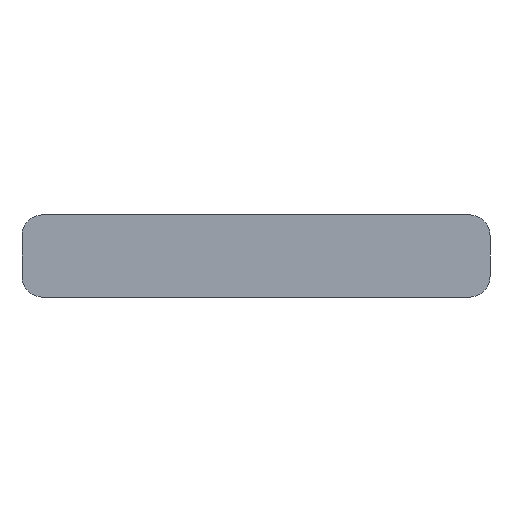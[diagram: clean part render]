
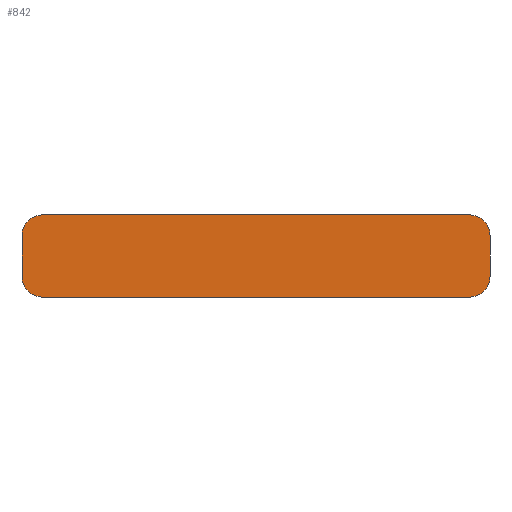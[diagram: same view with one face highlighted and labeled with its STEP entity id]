
A CAD part, front view. The second image highlights one B-rep face of the part: STEP entity #842.
In plain terms, the highlighted planar face has unit normal (0, -1, 0).
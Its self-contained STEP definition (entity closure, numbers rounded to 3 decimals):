
#44 = PLANE('',#45);
#45 = AXIS2_PLACEMENT_3D('',#46,#47,#48);
#46 = CARTESIAN_POINT('',(-16.75,-25.4,0.));
#47 = DIRECTION('',(-1.,0.,0.));
#48 = DIRECTION('',(0.,1.,0.));
#73 = CYLINDRICAL_SURFACE('',#74,1.5);
#74 = AXIS2_PLACEMENT_3D('',#75,#76,#77);
#75 = CARTESIAN_POINT('',(-15.25,-25.4,4.4));
#76 = DIRECTION('',(0.,1.,0.));
#77 = DIRECTION('',(-1.,0.,0.));
#101 = PLANE('',#102);
#102 = AXIS2_PLACEMENT_3D('',#103,#104,#105);
#103 = CARTESIAN_POINT('',(0.,0.,5.9));
#104 = DIRECTION('',(0.,0.,1.));
#105 = DIRECTION('',(1.,0.,0.));
#134 = CYLINDRICAL_SURFACE('',#135,1.5);
#135 = AXIS2_PLACEMENT_3D('',#136,#137,#138);
#136 = CARTESIAN_POINT('',(15.25,25.4,4.4));
#137 = DIRECTION('',(0.,-1.,0.));
#138 = DIRECTION('',(1.,0.,0.));
#162 = PLANE('',#163);
#163 = AXIS2_PLACEMENT_3D('',#164,#165,#166);
#164 = CARTESIAN_POINT('',(16.75,25.4,0.));
#165 = DIRECTION('',(1.,0.,0.));
#166 = DIRECTION('',(0.,-1.,0.));
#191 = CYLINDRICAL_SURFACE('',#192,1.5);
#192 = AXIS2_PLACEMENT_3D('',#193,#194,#195);
#193 = CARTESIAN_POINT('',(15.25,25.4,1.5));
#194 = DIRECTION('',(0.,-1.,0.));
#195 = DIRECTION('',(1.,0.,0.));
#219 = PLANE('',#220);
#220 = AXIS2_PLACEMENT_3D('',#221,#222,#223);
#221 = CARTESIAN_POINT('',(0.,0.,0.));
#222 = DIRECTION('',(0.,0.,1.));
#223 = DIRECTION('',(1.,0.,0.));
#250 = CYLINDRICAL_SURFACE('',#251,1.5);
#251 = AXIS2_PLACEMENT_3D('',#252,#253,#254);
#252 = CARTESIAN_POINT('',(-15.25,-25.4,1.5));
#253 = DIRECTION('',(0.,1.,0.));
#254 = DIRECTION('',(-1.,0.,0.));
#327 = EDGE_CURVE('',#328,#330,#332,.T.);
#328 = VERTEX_POINT('',#329);
#329 = CARTESIAN_POINT('',(-16.75,-25.4,1.5));
#330 = VERTEX_POINT('',#331);
#331 = CARTESIAN_POINT('',(-16.75,-25.4,4.4));
#332 = SURFACE_CURVE('',#333,(#337,#344),.PCURVE_S1.);
#333 = LINE('',#334,#335);
#334 = CARTESIAN_POINT('',(-16.75,-25.4,0.));
#335 = VECTOR('',#336,1.);
#336 = DIRECTION('',(0.,0.,1.));
#337 = PCURVE('',#44,#338);
#338 = DEFINITIONAL_REPRESENTATION('',(#339),#343);
#339 = LINE('',#340,#341);
#340 = CARTESIAN_POINT('',(0.,0.));
#341 = VECTOR('',#342,1.);
#342 = DIRECTION('',(0.,-1.));
#343 = ( GEOMETRIC_REPRESENTATION_CONTEXT(2) 
PARAMETRIC_REPRESENTATION_CONTEXT() REPRESENTATION_CONTEXT('2D SPACE',''
  ) );
#344 = PCURVE('',#345,#350);
#345 = PLANE('',#346);
#346 = AXIS2_PLACEMENT_3D('',#347,#348,#349);
#347 = CARTESIAN_POINT('',(16.75,-25.4,0.));
#348 = DIRECTION('',(0.,-1.,0.));
#349 = DIRECTION('',(-1.,0.,0.));
#350 = DEFINITIONAL_REPRESENTATION('',(#351),#355);
#351 = LINE('',#352,#353);
#352 = CARTESIAN_POINT('',(33.5,0.));
#353 = VECTOR('',#354,1.);
#354 = DIRECTION('',(0.,-1.));
#355 = ( GEOMETRIC_REPRESENTATION_CONTEXT(2) 
PARAMETRIC_REPRESENTATION_CONTEXT() REPRESENTATION_CONTEXT('2D SPACE',''
  ) );
#403 = EDGE_CURVE('',#328,#404,#406,.T.);
#404 = VERTEX_POINT('',#405);
#405 = CARTESIAN_POINT('',(-15.25,-25.4,0.));
#406 = SURFACE_CURVE('',#407,(#412,#419),.PCURVE_S1.);
#407 = CIRCLE('',#408,1.5);
#408 = AXIS2_PLACEMENT_3D('',#409,#410,#411);
#409 = CARTESIAN_POINT('',(-15.25,-25.4,1.5));
#410 = DIRECTION('',(0.,-1.,0.));
#411 = DIRECTION('',(0.,0.,1.));
#412 = PCURVE('',#250,#413);
#413 = DEFINITIONAL_REPRESENTATION('',(#414),#418);
#414 = LINE('',#415,#416);
#415 = CARTESIAN_POINT('',(1.571,-0.));
#416 = VECTOR('',#417,1.);
#417 = DIRECTION('',(-1.,0.));
#418 = ( GEOMETRIC_REPRESENTATION_CONTEXT(2) 
PARAMETRIC_REPRESENTATION_CONTEXT() REPRESENTATION_CONTEXT('2D SPACE',''
  ) );
#419 = PCURVE('',#345,#420);
#420 = DEFINITIONAL_REPRESENTATION('',(#421),#425);
#421 = CIRCLE('',#422,1.5);
#422 = AXIS2_PLACEMENT_2D('',#423,#424);
#423 = CARTESIAN_POINT('',(32.,-1.5));
#424 = DIRECTION('',(0.,-1.));
#425 = ( GEOMETRIC_REPRESENTATION_CONTEXT(2) 
PARAMETRIC_REPRESENTATION_CONTEXT() REPRESENTATION_CONTEXT('2D SPACE',''
  ) );
#453 = EDGE_CURVE('',#330,#454,#456,.T.);
#454 = VERTEX_POINT('',#455);
#455 = CARTESIAN_POINT('',(-15.25,-25.4,5.9));
#456 = SURFACE_CURVE('',#457,(#462,#469),.PCURVE_S1.);
#457 = CIRCLE('',#458,1.5);
#458 = AXIS2_PLACEMENT_3D('',#459,#460,#461);
#459 = CARTESIAN_POINT('',(-15.25,-25.4,4.4));
#460 = DIRECTION('',(0.,1.,0.));
#461 = DIRECTION('',(0.,0.,1.));
#462 = PCURVE('',#73,#463);
#463 = DEFINITIONAL_REPRESENTATION('',(#464),#468);
#464 = LINE('',#465,#466);
#465 = CARTESIAN_POINT('',(-4.712,0.));
#466 = VECTOR('',#467,1.);
#467 = DIRECTION('',(1.,0.));
#468 = ( GEOMETRIC_REPRESENTATION_CONTEXT(2) 
PARAMETRIC_REPRESENTATION_CONTEXT() REPRESENTATION_CONTEXT('2D SPACE',''
  ) );
#469 = PCURVE('',#345,#470);
#470 = DEFINITIONAL_REPRESENTATION('',(#471),#479);
#471 = ( BOUNDED_CURVE() B_SPLINE_CURVE(2,(#472,#473,#474,#475,#476,#477
,#478),.UNSPECIFIED.,.T.,.F.) B_SPLINE_CURVE_WITH_KNOTS((1,2,2,2,2,1),(
    -2.094,0.,2.094,4.189,6.283,
8.378),.UNSPECIFIED.) CURVE() GEOMETRIC_REPRESENTATION_ITEM() 
RATIONAL_B_SPLINE_CURVE((1.,0.5,1.,0.5,1.,0.5,1.)) REPRESENTATION_ITEM(
  '') );
#472 = CARTESIAN_POINT('',(32.,-5.9));
#473 = CARTESIAN_POINT('',(29.402,-5.9));
#474 = CARTESIAN_POINT('',(30.701,-3.65));
#475 = CARTESIAN_POINT('',(32.,-1.4));
#476 = CARTESIAN_POINT('',(33.299,-3.65));
#477 = CARTESIAN_POINT('',(34.598,-5.9));
#478 = CARTESIAN_POINT('',(32.,-5.9));
#479 = ( GEOMETRIC_REPRESENTATION_CONTEXT(2) 
PARAMETRIC_REPRESENTATION_CONTEXT() REPRESENTATION_CONTEXT('2D SPACE',''
  ) );
#509 = EDGE_CURVE('',#510,#404,#512,.T.);
#510 = VERTEX_POINT('',#511);
#511 = CARTESIAN_POINT('',(15.25,-25.4,0.));
#512 = SURFACE_CURVE('',#513,(#517,#524),.PCURVE_S1.);
#513 = LINE('',#514,#515);
#514 = CARTESIAN_POINT('',(16.75,-25.4,0.));
#515 = VECTOR('',#516,1.);
#516 = DIRECTION('',(-1.,0.,0.));
#517 = PCURVE('',#219,#518);
#518 = DEFINITIONAL_REPRESENTATION('',(#519),#523);
#519 = LINE('',#520,#521);
#520 = CARTESIAN_POINT('',(16.75,-25.4));
#521 = VECTOR('',#522,1.);
#522 = DIRECTION('',(-1.,0.));
#523 = ( GEOMETRIC_REPRESENTATION_CONTEXT(2) 
PARAMETRIC_REPRESENTATION_CONTEXT() REPRESENTATION_CONTEXT('2D SPACE',''
  ) );
#524 = PCURVE('',#345,#525);
#525 = DEFINITIONAL_REPRESENTATION('',(#526),#530);
#526 = LINE('',#527,#528);
#527 = CARTESIAN_POINT('',(0.,-0.));
#528 = VECTOR('',#529,1.);
#529 = DIRECTION('',(1.,0.));
#530 = ( GEOMETRIC_REPRESENTATION_CONTEXT(2) 
PARAMETRIC_REPRESENTATION_CONTEXT() REPRESENTATION_CONTEXT('2D SPACE',''
  ) );
#558 = EDGE_CURVE('',#559,#454,#561,.T.);
#559 = VERTEX_POINT('',#560);
#560 = CARTESIAN_POINT('',(15.25,-25.4,5.9));
#561 = SURFACE_CURVE('',#562,(#566,#573),.PCURVE_S1.);
#562 = LINE('',#563,#564);
#563 = CARTESIAN_POINT('',(16.75,-25.4,5.9));
#564 = VECTOR('',#565,1.);
#565 = DIRECTION('',(-1.,0.,0.));
#566 = PCURVE('',#101,#567);
#567 = DEFINITIONAL_REPRESENTATION('',(#568),#572);
#568 = LINE('',#569,#570);
#569 = CARTESIAN_POINT('',(16.75,-25.4));
#570 = VECTOR('',#571,1.);
#571 = DIRECTION('',(-1.,0.));
#572 = ( GEOMETRIC_REPRESENTATION_CONTEXT(2) 
PARAMETRIC_REPRESENTATION_CONTEXT() REPRESENTATION_CONTEXT('2D SPACE',''
  ) );
#573 = PCURVE('',#345,#574);
#574 = DEFINITIONAL_REPRESENTATION('',(#575),#579);
#575 = LINE('',#576,#577);
#576 = CARTESIAN_POINT('',(0.,-5.9));
#577 = VECTOR('',#578,1.);
#578 = DIRECTION('',(1.,0.));
#579 = ( GEOMETRIC_REPRESENTATION_CONTEXT(2) 
PARAMETRIC_REPRESENTATION_CONTEXT() REPRESENTATION_CONTEXT('2D SPACE',''
  ) );
#607 = EDGE_CURVE('',#608,#510,#610,.T.);
#608 = VERTEX_POINT('',#609);
#609 = CARTESIAN_POINT('',(16.75,-25.4,1.5));
#610 = SURFACE_CURVE('',#611,(#616,#623),.PCURVE_S1.);
#611 = CIRCLE('',#612,1.5);
#612 = AXIS2_PLACEMENT_3D('',#613,#614,#615);
#613 = CARTESIAN_POINT('',(15.25,-25.4,1.5));
#614 = DIRECTION('',(-0.,1.,0.));
#615 = DIRECTION('',(0.,0.,-1.));
#616 = PCURVE('',#191,#617);
#617 = DEFINITIONAL_REPRESENTATION('',(#618),#622);
#618 = LINE('',#619,#620);
#619 = CARTESIAN_POINT('',(4.712,50.8));
#620 = VECTOR('',#621,1.);
#621 = DIRECTION('',(-1.,0.));
#622 = ( GEOMETRIC_REPRESENTATION_CONTEXT(2) 
PARAMETRIC_REPRESENTATION_CONTEXT() REPRESENTATION_CONTEXT('2D SPACE',''
  ) );
#623 = PCURVE('',#345,#624);
#624 = DEFINITIONAL_REPRESENTATION('',(#625),#633);
#625 = ( BOUNDED_CURVE() B_SPLINE_CURVE(2,(#626,#627,#628,#629,#630,#631
,#632),.UNSPECIFIED.,.T.,.F.) B_SPLINE_CURVE_WITH_KNOTS((1,2,2,2,2,1),(
    -2.094,0.,2.094,4.189,6.283,
8.378),.UNSPECIFIED.) CURVE() GEOMETRIC_REPRESENTATION_ITEM() 
RATIONAL_B_SPLINE_CURVE((1.,0.5,1.,0.5,1.,0.5,1.)) REPRESENTATION_ITEM(
  '') );
#626 = CARTESIAN_POINT('',(1.5,0.));
#627 = CARTESIAN_POINT('',(4.098,0.));
#628 = CARTESIAN_POINT('',(2.799,-2.25));
#629 = CARTESIAN_POINT('',(1.5,-4.5));
#630 = CARTESIAN_POINT('',(0.201,-2.25));
#631 = CARTESIAN_POINT('',(-1.098,0.));
#632 = CARTESIAN_POINT('',(1.5,0.));
#633 = ( GEOMETRIC_REPRESENTATION_CONTEXT(2) 
PARAMETRIC_REPRESENTATION_CONTEXT() REPRESENTATION_CONTEXT('2D SPACE',''
  ) );
#661 = EDGE_CURVE('',#662,#559,#664,.T.);
#662 = VERTEX_POINT('',#663);
#663 = CARTESIAN_POINT('',(16.75,-25.4,4.4));
#664 = SURFACE_CURVE('',#665,(#670,#677),.PCURVE_S1.);
#665 = CIRCLE('',#666,1.5);
#666 = AXIS2_PLACEMENT_3D('',#667,#668,#669);
#667 = CARTESIAN_POINT('',(15.25,-25.4,4.4));
#668 = DIRECTION('',(0.,-1.,0.));
#669 = DIRECTION('',(0.,0.,-1.));
#670 = PCURVE('',#134,#671);
#671 = DEFINITIONAL_REPRESENTATION('',(#672),#676);
#672 = LINE('',#673,#674);
#673 = CARTESIAN_POINT('',(-1.571,50.8));
#674 = VECTOR('',#675,1.);
#675 = DIRECTION('',(1.,0.));
#676 = ( GEOMETRIC_REPRESENTATION_CONTEXT(2) 
PARAMETRIC_REPRESENTATION_CONTEXT() REPRESENTATION_CONTEXT('2D SPACE',''
  ) );
#677 = PCURVE('',#345,#678);
#678 = DEFINITIONAL_REPRESENTATION('',(#679),#683);
#679 = CIRCLE('',#680,1.5);
#680 = AXIS2_PLACEMENT_2D('',#681,#682);
#681 = CARTESIAN_POINT('',(1.5,-4.4));
#682 = DIRECTION('',(0.,1.));
#683 = ( GEOMETRIC_REPRESENTATION_CONTEXT(2) 
PARAMETRIC_REPRESENTATION_CONTEXT() REPRESENTATION_CONTEXT('2D SPACE',''
  ) );
#711 = EDGE_CURVE('',#608,#662,#712,.T.);
#712 = SURFACE_CURVE('',#713,(#717,#724),.PCURVE_S1.);
#713 = LINE('',#714,#715);
#714 = CARTESIAN_POINT('',(16.75,-25.4,0.));
#715 = VECTOR('',#716,1.);
#716 = DIRECTION('',(0.,0.,1.));
#717 = PCURVE('',#162,#718);
#718 = DEFINITIONAL_REPRESENTATION('',(#719),#723);
#719 = LINE('',#720,#721);
#720 = CARTESIAN_POINT('',(50.8,0.));
#721 = VECTOR('',#722,1.);
#722 = DIRECTION('',(0.,-1.));
#723 = ( GEOMETRIC_REPRESENTATION_CONTEXT(2) 
PARAMETRIC_REPRESENTATION_CONTEXT() REPRESENTATION_CONTEXT('2D SPACE',''
  ) );
#724 = PCURVE('',#345,#725);
#725 = DEFINITIONAL_REPRESENTATION('',(#726),#730);
#726 = LINE('',#727,#728);
#727 = CARTESIAN_POINT('',(0.,-0.));
#728 = VECTOR('',#729,1.);
#729 = DIRECTION('',(0.,-1.));
#730 = ( GEOMETRIC_REPRESENTATION_CONTEXT(2) 
PARAMETRIC_REPRESENTATION_CONTEXT() REPRESENTATION_CONTEXT('2D SPACE',''
  ) );
#842 = ADVANCED_FACE('',(#843),#345,.T.);
#843 = FACE_BOUND('',#844,.T.);
#844 = EDGE_LOOP('',(#845,#846,#847,#848,#849,#850,#851,#852));
#845 = ORIENTED_EDGE('',*,*,#711,.T.);
#846 = ORIENTED_EDGE('',*,*,#661,.T.);
#847 = ORIENTED_EDGE('',*,*,#558,.T.);
#848 = ORIENTED_EDGE('',*,*,#453,.F.);
#849 = ORIENTED_EDGE('',*,*,#327,.F.);
#850 = ORIENTED_EDGE('',*,*,#403,.T.);
#851 = ORIENTED_EDGE('',*,*,#509,.F.);
#852 = ORIENTED_EDGE('',*,*,#607,.F.);
